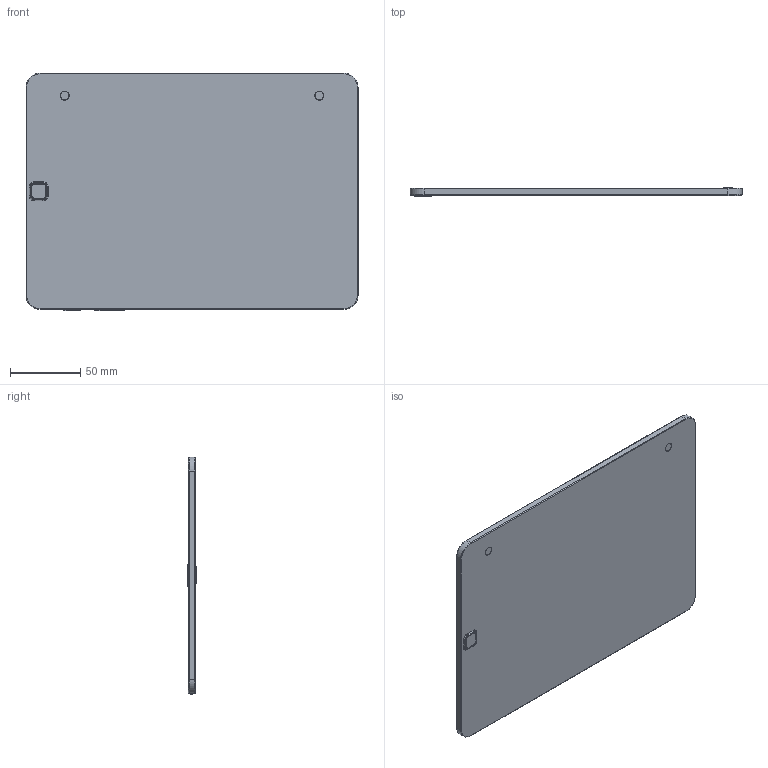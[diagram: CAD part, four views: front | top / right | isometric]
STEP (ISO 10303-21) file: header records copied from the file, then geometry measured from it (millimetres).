
FILE_DESCRIPTION (( 'STEP AP214' ), '1' );
FILE_NAME ('Samsung Galaxy Tab S2.STEP', '2020-07-31T12:04:29', ( '' ), ( '' ), 'SwSTEP 2.0', 'SolidWorks 2020', '' );
FILE_SCHEMA (( 'AUTOMOTIVE_DESIGN' ));
Length unit declared in the file: millimetre
Products named in the file (1): Samsung Galaxy Tab S2
Bounding box: 236 x 6.8 x 169 mm (x, y, z)
Volume: 190216.4 mm3; surface area: 83029.6 mm2
Topology: 1 solids, 1 shells, 97 faces, 234 edges, 148 vertices
Faces by surface type: cylinder 41, plane 33, torus 23
Entity records: 3285 total; most frequent: DIRECTION 549, CARTESIAN_POINT 480, ORIENTED_EDGE 468, EDGE_CURVE 234, AXIS2_PLACEMENT_3D 217, VERTEX_POINT 148, CIRCLE 119, LINE 115
